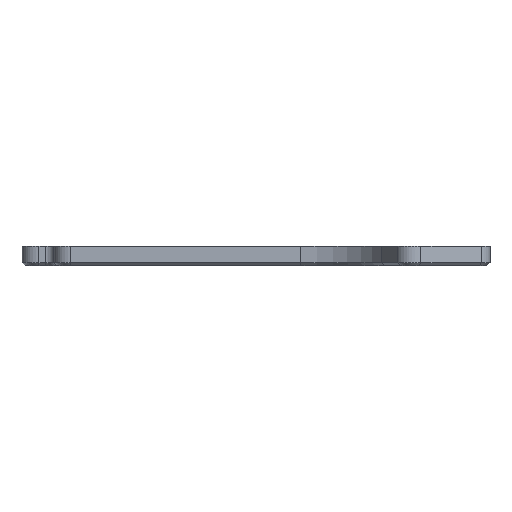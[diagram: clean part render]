
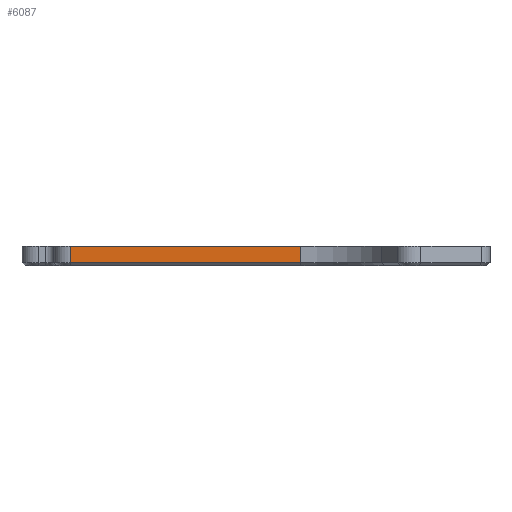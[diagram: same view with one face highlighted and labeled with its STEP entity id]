
A CAD part, left-side view. The second image highlights one B-rep face of the part: STEP entity #6087.
In plain terms, the highlighted planar face has unit normal (-1, 0, 0).
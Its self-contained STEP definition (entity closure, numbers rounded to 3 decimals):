
#381=FACE_OUTER_BOUND('',#733,.T.);
#733=EDGE_LOOP('',(#4591,#4592,#4593,#4594));
#1555=LINE('',#9720,#2161);
#1584=LINE('',#9803,#2190);
#1585=LINE('',#9806,#2191);
#1586=LINE('',#9807,#2192);
#2161=VECTOR('',#7803,10.);
#2190=VECTOR('',#7890,10.);
#2191=VECTOR('',#7893,10.);
#2192=VECTOR('',#7894,10.);
#2805=VERTEX_POINT('',#9710);
#2808=VERTEX_POINT('',#9717);
#2833=VERTEX_POINT('',#9801);
#2834=VERTEX_POINT('',#9805);
#3493=EDGE_CURVE('',#2808,#2805,#1555,.T.);
#3535=EDGE_CURVE('',#2805,#2833,#1584,.T.);
#3536=EDGE_CURVE('',#2833,#2834,#1585,.T.);
#3537=EDGE_CURVE('',#2808,#2834,#1586,.T.);
#4591=ORIENTED_EDGE('',*,*,#3493,.T.);
#4592=ORIENTED_EDGE('',*,*,#3535,.T.);
#4593=ORIENTED_EDGE('',*,*,#3536,.T.);
#4594=ORIENTED_EDGE('',*,*,#3537,.F.);
#5820=PLANE('',#6612);
#6087=ADVANCED_FACE('',(#381),#5820,.F.);
#6612=AXIS2_PLACEMENT_3D('',#9804,#7891,#7892);
#7803=DIRECTION('',(0.,-1.,0.));
#7890=DIRECTION('',(0.,0.,1.));
#7891=DIRECTION('center_axis',(1.,0.,0.));
#7892=DIRECTION('ref_axis',(0.,1.,0.));
#7893=DIRECTION('',(0.,1.,0.));
#7894=DIRECTION('',(0.,0.,1.));
#9710=CARTESIAN_POINT('',(-132.689,41.756,0.75));
#9717=CARTESIAN_POINT('',(-132.689,95.976,0.75));
#9720=CARTESIAN_POINT('',(-132.689,47.038,0.75));
#9801=CARTESIAN_POINT('',(-132.689,41.756,4.6));
#9803=CARTESIAN_POINT('',(-132.689,41.756,0.));
#9804=CARTESIAN_POINT('Origin',(-132.689,41.756,0.));
#9805=CARTESIAN_POINT('',(-132.689,95.976,4.6));
#9806=CARTESIAN_POINT('',(-132.689,41.756,4.6));
#9807=CARTESIAN_POINT('',(-132.689,95.976,0.));
